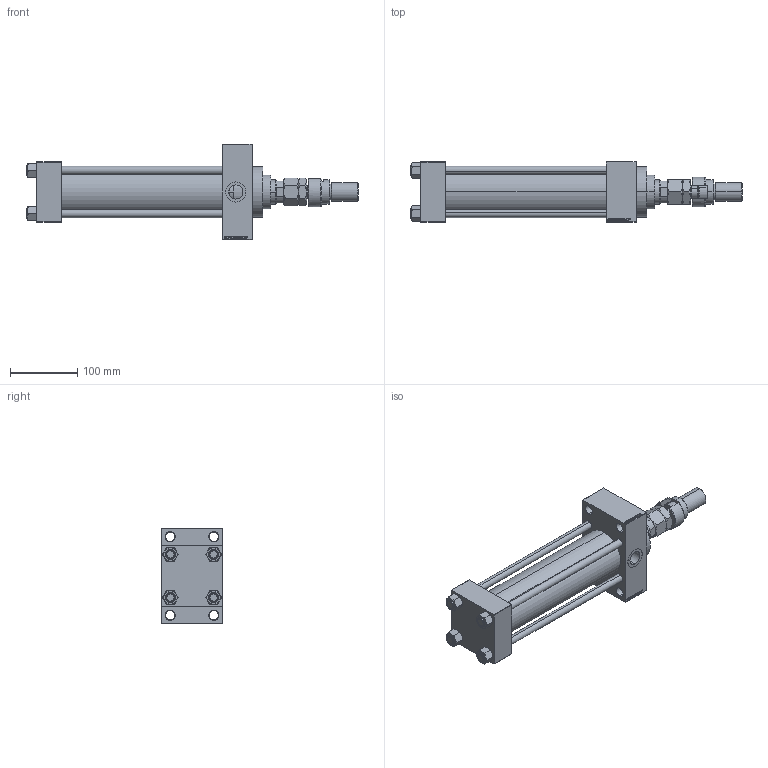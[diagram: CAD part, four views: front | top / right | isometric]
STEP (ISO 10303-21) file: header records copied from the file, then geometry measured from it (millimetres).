
FILE_DESCRIPTION (( 'STEP AP203' ), '1' );
FILE_NAME ('e7cb.STEP', '2022-04-14T12:00:08', ( '' ), ( '' ), 'SwSTEP 2.0', 'SolidWorks 2019', '' );
FILE_SCHEMA (( 'CONFIG_CONTROL_DESIGN' ));
Length unit declared in the file: millimetre
Products named in the file (9): MFA fe4f14265afbcce5e7c5c5ea22ee5f10; V215CR_D_TYCINKA fe4f14265afbcce5e7c5c5ea22ee5f10; FEMALE_PART_FOR_DFA fe4f14265afbcce5e7c5c5ea22ee5f10; DFA fe4f14265afbcce5e7c5c5ea22ee5f10; V215CR_VCP_D fe4f14265afbcce5e7c5c5ea22ee5f10; V215CR_D_Body fe4f14265afbcce5e7c5c5ea22ee5f10; V215_VC_A fe4f14265afbcce5e7c5c5ea22ee5f10; e7cb; NUT_M5_D fe4f14265afbcce5e7c5c5ea22ee5f10
Assembly tree (14 placements, depth 3):
  e7cb
    V215CR_D_Body fe4f14265afbcce5e7c5c5ea22ee5f10
    V215CR_VCP_D fe4f14265afbcce5e7c5c5ea22ee5f10
    NUT_M5_D fe4f14265afbcce5e7c5c5ea22ee5f10  x4
    V215CR_D_TYCINKA fe4f14265afbcce5e7c5c5ea22ee5f10  x4
    V215_VC_A fe4f14265afbcce5e7c5c5ea22ee5f10
    DFA fe4f14265afbcce5e7c5c5ea22ee5f10
      FEMALE_PART_FOR_DFA fe4f14265afbcce5e7c5c5ea22ee5f10
      MFA fe4f14265afbcce5e7c5c5ea22ee5f10
Bounding box: 493.5 x 90 x 142 mm (x, y, z)
Volume: 1595446.9 mm3; surface area: 347257.4 mm2
Topology: 13 solids, 13 shells, 1197 faces, 2950 edges, 1895 vertices
Faces by surface type: plane 527, bspline 368, cone 184, cylinder 106, torus 12
Entity records: 50307 total; most frequent: CARTESIAN_POINT 25879, ORIENTED_EDGE 5392, DIRECTION 3616, EDGE_CURVE 2696, VERTEX_POINT 1751, LINE 1568, VECTOR 1568, EDGE_LOOP 1213
